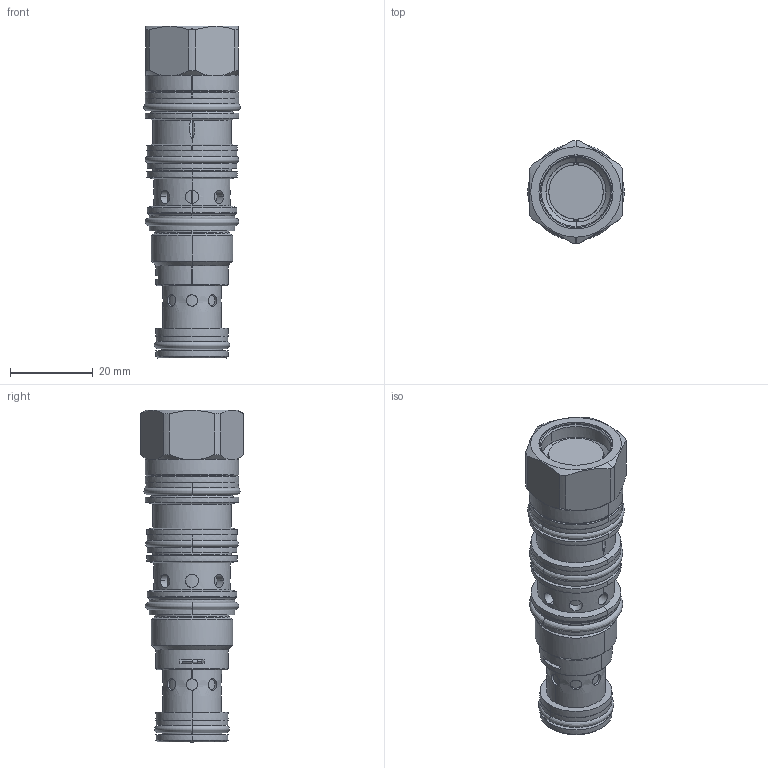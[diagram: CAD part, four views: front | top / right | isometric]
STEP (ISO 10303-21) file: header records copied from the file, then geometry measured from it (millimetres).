
FILE_DESCRIPTION((''),'2;1');
FILE_NAME('FVCA8AN_SW_PRT','2020-01-21T',('charlief'),(''),'PRO/ENGINEER BY PARAMETRIC TECHNOLOGY CORPORATION, 2016010','PRO/ENGINEER BY PARAMETRIC TECHNOLOGY CORPORATION, 2016010','');
FILE_SCHEMA(('CONFIG_CONTROL_DESIGN'));
Products named in the file (1): FVCA8AN_SW_PRT
Bounding box: 23.29 x 24.84 x 80.18 mm (x, y, z)
Surface area: 13668 mm2 (no closed solid volume)
Topology: 0 solids, 0 shells, 280 faces, 1348 edges, 1328 vertices
Faces by surface type: bspline 245, torus 35
Entity records: 53550 total; most frequent: CARTESIAN_POINT 41985, DIRECTION 1830, TRIMMED_CURVE 1440, DEFINITIONAL_REPRESENTATION 1308, PCURVE 1308, COMPOSITE_CURVE_SEGMENT 1308, VECTOR 1120, LINE 1120
